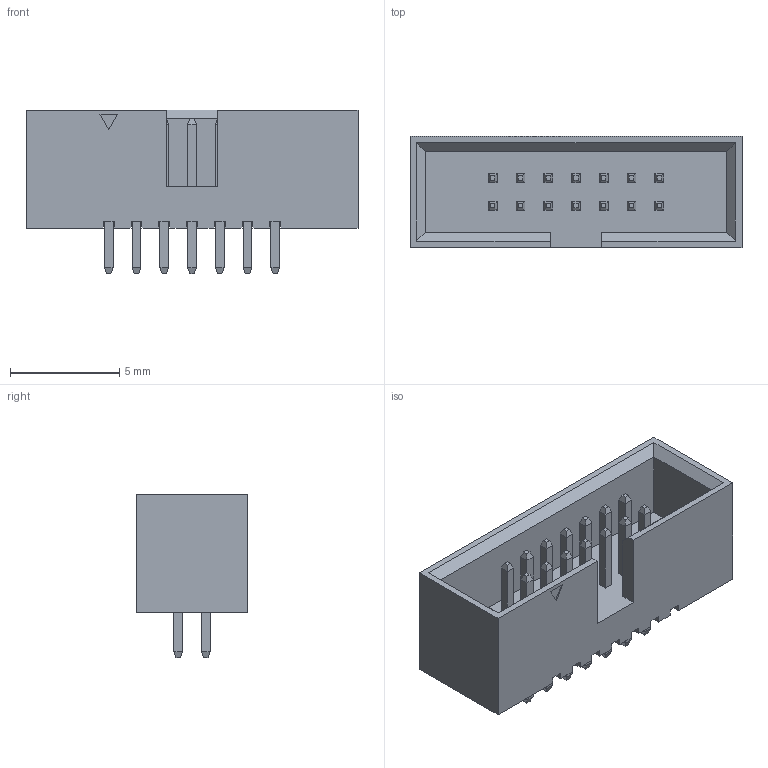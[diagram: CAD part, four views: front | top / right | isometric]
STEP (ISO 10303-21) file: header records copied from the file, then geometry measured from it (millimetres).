
FILE_DESCRIPTION(('FreeCAD Model'),'2;1');
FILE_NAME('Open CASCADE Shape Model','2026-02-03T08:08:34',( 'kicad StepUp'),('ksu MCAD'),'Open CASCADE STEP processor 7.8', 'FreeCAD','Unknown');
FILE_SCHEMA(('AUTOMOTIVE_DESIGN { 1 0 10303 214 1 1 1 1 }'));
Length unit declared in the file: millimetre
Products named in the file (3): IDC_Header_2x07_P21.27mm_Vertical; 3220-xx-0100-00 body_14; Pin^3220-xx-0100-00
Assembly tree (15 placements, depth 2):
  IDC_Header_2x07_P21.27mm_Vertical
    3220-xx-0100-00 body_14
    Pin^3220-xx-0100-00  x14
Bounding box: 15.19 x 5.1 x 7.5 mm (x, y, z)
Volume: 237.7 mm3; surface area: 685.9 mm2
Topology: 15 solids, 15 shells, 303 faces, 700 edges, 428 vertices
Faces by surface type: plane 303
Entity records: 4289 total; most frequent: CARTESIAN_POINT 693, ORIENTED_EDGE 672, DIRECTION 610, EDGE_CURVE 336, LINE 336, VECTOR 336, VERTEX_POINT 220, FACE_BOUND 150
